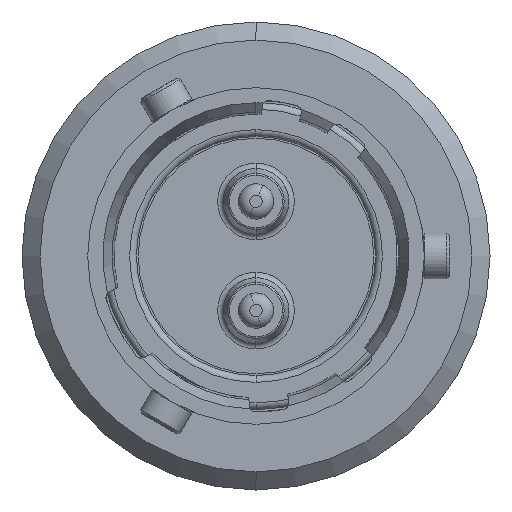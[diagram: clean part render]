
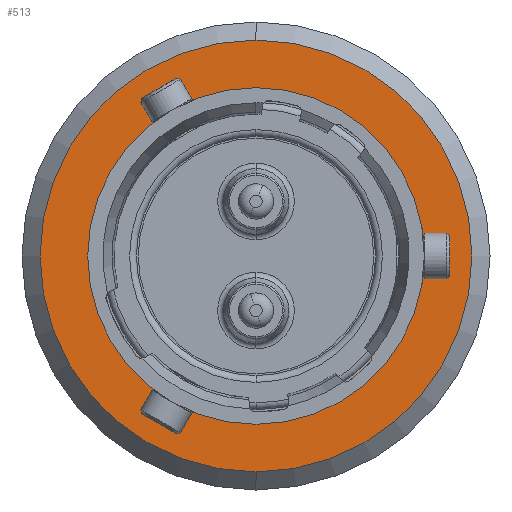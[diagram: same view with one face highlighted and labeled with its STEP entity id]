
A CAD part, left-side view. The second image highlights one B-rep face of the part: STEP entity #513.
In plain terms, the highlighted planar face has unit normal (-1, 0, 0).
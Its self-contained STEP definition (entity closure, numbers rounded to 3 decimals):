
#57 = AXIS2_PLACEMENT_3D ( 'NONE', #5540, #1934, #11178 ) ;
#513 = ADVANCED_FACE ( 'NONE', ( #13444, #10192 ), #956, .F. ) ;
#615 = DIRECTION ( 'NONE',  ( -1., 0., 0. ) ) ;
#956 = PLANE ( 'NONE',  #57 ) ;
#1434 = EDGE_CURVE ( 'NONE', #11353, #12050, #12759, .T. ) ;
#1831 = CARTESIAN_POINT ( 'NONE',  ( 10.945, 6.093, -1.482 ) ) ;
#1934 = DIRECTION ( 'NONE',  ( 1., 0., 0. ) ) ;
#2027 = CARTESIAN_POINT ( 'NONE',  ( 10.945, 6.093, -1.482 ) ) ;
#2421 = DIRECTION ( 'NONE',  ( 0., 0., -1. ) ) ;
#2563 = AXIS2_PLACEMENT_3D ( 'NONE', #2027, #3450, #9374 ) ;
#2574 = DIRECTION ( 'NONE',  ( -1., 0., 0. ) ) ;
#2985 = EDGE_CURVE ( 'NONE', #10702, #11999, #3329, .T. ) ;
#3329 = CIRCLE ( 'NONE', #11738, 9.55 ) ;
#3450 = DIRECTION ( 'NONE',  ( -1., 0., 0. ) ) ;
#4108 = EDGE_LOOP ( 'NONE', ( #5532, #11785 ) ) ;
#4844 = EDGE_CURVE ( 'NONE', #12050, #11353, #12273, .T. ) ;
#5532 = ORIENTED_EDGE ( 'NONE', *, *, #2985, .T. ) ;
#5540 = CARTESIAN_POINT ( 'NONE',  ( 10.945, 13.538, -1.482 ) ) ;
#5952 = CARTESIAN_POINT ( 'NONE',  ( 10.945, 6.093, 8.068 ) ) ;
#6849 = ORIENTED_EDGE ( 'NONE', *, *, #1434, .F. ) ;
#7025 = CARTESIAN_POINT ( 'NONE',  ( 10.945, 6.093, -1.482 ) ) ;
#7581 = EDGE_CURVE ( 'NONE', #11999, #10702, #10709, .T. ) ;
#8417 = CARTESIAN_POINT ( 'NONE',  ( 10.945, 6.093, -8.927 ) ) ;
#8442 = CARTESIAN_POINT ( 'NONE',  ( 10.945, 6.093, -11.032 ) ) ;
#8807 = CARTESIAN_POINT ( 'NONE',  ( 10.945, 6.093, -1.482 ) ) ;
#9374 = DIRECTION ( 'NONE',  ( 0., 0., -1. ) ) ;
#10192 = FACE_BOUND ( 'NONE', #11965, .T. ) ;
#10702 = VERTEX_POINT ( 'NONE', #8442 ) ;
#10709 = CIRCLE ( 'NONE', #2563, 9.55 ) ;
#11147 = DIRECTION ( 'NONE',  ( -1., 0., 0. ) ) ;
#11178 = DIRECTION ( 'NONE',  ( 0., 0., -1. ) ) ;
#11353 = VERTEX_POINT ( 'NONE', #12024 ) ;
#11738 = AXIS2_PLACEMENT_3D ( 'NONE', #7025, #2574, #2421 ) ;
#11785 = ORIENTED_EDGE ( 'NONE', *, *, #7581, .T. ) ;
#11965 = EDGE_LOOP ( 'NONE', ( #6849, #12805 ) ) ;
#11999 = VERTEX_POINT ( 'NONE', #5952 ) ;
#12024 = CARTESIAN_POINT ( 'NONE',  ( 10.945, 6.093, 5.963 ) ) ;
#12050 = VERTEX_POINT ( 'NONE', #8417 ) ;
#12273 = CIRCLE ( 'NONE', #13229, 7.445 ) ;
#12759 = CIRCLE ( 'NONE', #13190, 7.445 ) ;
#12805 = ORIENTED_EDGE ( 'NONE', *, *, #4844, .F. ) ;
#13190 = AXIS2_PLACEMENT_3D ( 'NONE', #8807, #615, #14251 ) ;
#13229 = AXIS2_PLACEMENT_3D ( 'NONE', #1831, #11147, #13327 ) ;
#13327 = DIRECTION ( 'NONE',  ( 0., 0., 1. ) ) ;
#13444 = FACE_OUTER_BOUND ( 'NONE', #4108, .T. ) ;
#14251 = DIRECTION ( 'NONE',  ( 0., 0., 1. ) ) ;
